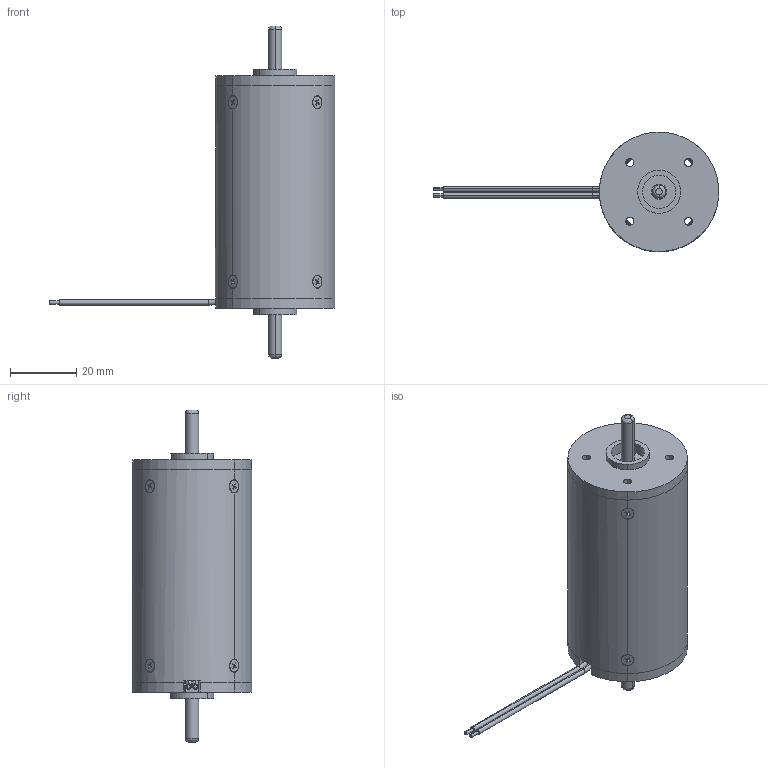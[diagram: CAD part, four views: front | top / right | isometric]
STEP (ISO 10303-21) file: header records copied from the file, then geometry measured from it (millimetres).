
FILE_DESCRIPTION (( 'STEP AP214' ), '1' );
FILE_NAME ('BD3670.STEP', '2025-12-04T00:47:08', ( 'Windows 蚚誧' ), ( 'Organization' ), 'SwSTEP 2.0', 'SolidWorks 2024', '' );
FILE_SCHEMA (( 'AUTOMOTIVE_DESIGN' ));
Length unit declared in the file: millimetre
Products named in the file (1): BD3670
Bounding box: 85.93 x 35.89 x 100 mm (x, y, z)
Volume: 23538 mm3; surface area: 25519.8 mm2
Topology: 16 solids, 16 shells, 721 faces, 1937 edges, 1248 vertices
Faces by surface type: cylinder 378, plane 225, torus 48, cone 46, bspline 24
Entity records: 55445 total; most frequent: CARTESIAN_POINT 38159, ORIENTED_EDGE 3874, DIRECTION 3073, EDGE_CURVE 1937, VERTEX_POINT 1248, AXIS2_PLACEMENT_3D 1062, LINE 949, VECTOR 949
